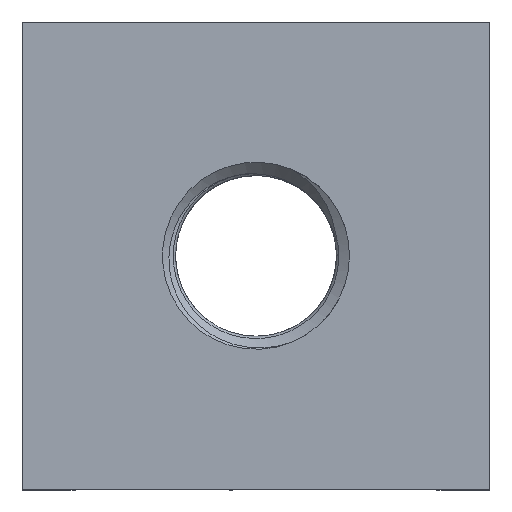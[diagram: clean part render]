
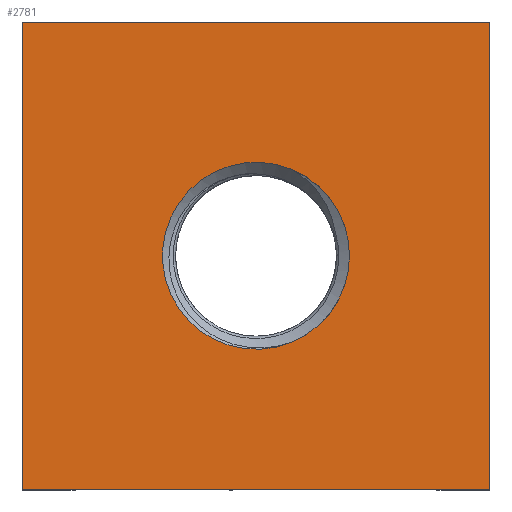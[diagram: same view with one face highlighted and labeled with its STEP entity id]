
A CAD part, top view. The second image highlights one B-rep face of the part: STEP entity #2781.
In plain terms, the highlighted planar face has unit normal (0, 0, 1).
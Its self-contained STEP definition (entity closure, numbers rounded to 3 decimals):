
#35=FACE_BOUND('',#346,.T.);
#38=PLANE('',#2955);
#181=FACE_OUTER_BOUND('',#345,.T.);
#345=EDGE_LOOP('',(#2070,#2071,#2072,#2073));
#346=EDGE_LOOP('',(#2074,#2075,#2076));
#500=CIRCLE('',#2953,2.);
#501=CIRCLE('',#2956,2.);
#502=CIRCLE('',#2957,2.);
#637=LINE('',#4305,#1006);
#638=LINE('',#4307,#1007);
#639=LINE('',#4309,#1008);
#640=LINE('',#4310,#1009);
#1006=VECTOR('',#3223,1000.);
#1007=VECTOR('',#3224,1000.);
#1008=VECTOR('',#3225,1000.);
#1009=VECTOR('',#3226,1000.);
#1288=VERTEX_POINT('',#4057);
#1290=VERTEX_POINT('',#4060);
#1388=VERTEX_POINT('',#4303);
#1389=VERTEX_POINT('',#4304);
#1390=VERTEX_POINT('',#4306);
#1391=VERTEX_POINT('',#4308);
#1392=VERTEX_POINT('',#4311);
#1554=EDGE_CURVE('',#1290,#1288,#500,.F.);
#1655=EDGE_CURVE('',#1388,#1389,#637,.T.);
#1656=EDGE_CURVE('',#1389,#1390,#638,.T.);
#1657=EDGE_CURVE('',#1390,#1391,#639,.T.);
#1658=EDGE_CURVE('',#1391,#1388,#640,.T.);
#1659=EDGE_CURVE('',#1392,#1290,#501,.T.);
#1660=EDGE_CURVE('',#1288,#1392,#502,.F.);
#2070=ORIENTED_EDGE('',*,*,#1655,.T.);
#2071=ORIENTED_EDGE('',*,*,#1656,.T.);
#2072=ORIENTED_EDGE('',*,*,#1657,.T.);
#2073=ORIENTED_EDGE('',*,*,#1658,.T.);
#2074=ORIENTED_EDGE('',*,*,#1659,.T.);
#2075=ORIENTED_EDGE('',*,*,#1554,.T.);
#2076=ORIENTED_EDGE('',*,*,#1660,.T.);
#2781=ADVANCED_FACE('',(#181,#35),#38,.T.);
#2953=AXIS2_PLACEMENT_3D('',#4061,#3123,#3124);
#2955=AXIS2_PLACEMENT_3D('',#4302,#3221,#3222);
#2956=AXIS2_PLACEMENT_3D('',#4312,#3227,#3228);
#2957=AXIS2_PLACEMENT_3D('',#4313,#3229,#3230);
#3123=DIRECTION('center_axis',(0.,0.,1.));
#3124=DIRECTION('ref_axis',(1.,0.,0.));
#3221=DIRECTION('center_axis',(0.,0.,1.));
#3222=DIRECTION('ref_axis',(1.,0.,0.));
#3223=DIRECTION('',(0.,-1.,0.));
#3224=DIRECTION('',(1.,0.,0.));
#3225=DIRECTION('',(0.,1.,0.));
#3226=DIRECTION('',(-1.,0.,0.));
#3227=DIRECTION('center_axis',(0.,0.,-1.));
#3228=DIRECTION('ref_axis',(-1.,0.,0.));
#3229=DIRECTION('center_axis',(0.,0.,1.));
#3230=DIRECTION('ref_axis',(1.,0.,0.));
#4057=CARTESIAN_POINT('',(2.,0.,3.5));
#4060=CARTESIAN_POINT('',(0.761,1.85,3.5));
#4061=CARTESIAN_POINT('Origin',(0.,0.,3.5));
#4302=CARTESIAN_POINT('Origin',(0.,0.,3.5));
#4303=CARTESIAN_POINT('',(-5.,5.,3.5));
#4304=CARTESIAN_POINT('',(-5.,-5.,3.5));
#4305=CARTESIAN_POINT('',(-5.,5.,3.5));
#4306=CARTESIAN_POINT('',(5.,-5.,3.5));
#4307=CARTESIAN_POINT('',(-5.,-5.,3.5));
#4308=CARTESIAN_POINT('',(5.,5.,3.5));
#4309=CARTESIAN_POINT('',(5.,-5.,3.5));
#4310=CARTESIAN_POINT('',(5.,5.,3.5));
#4311=CARTESIAN_POINT('',(0.761,-1.85,3.5));
#4312=CARTESIAN_POINT('Origin',(0.,0.,3.5));
#4313=CARTESIAN_POINT('Origin',(0.,0.,3.5));
